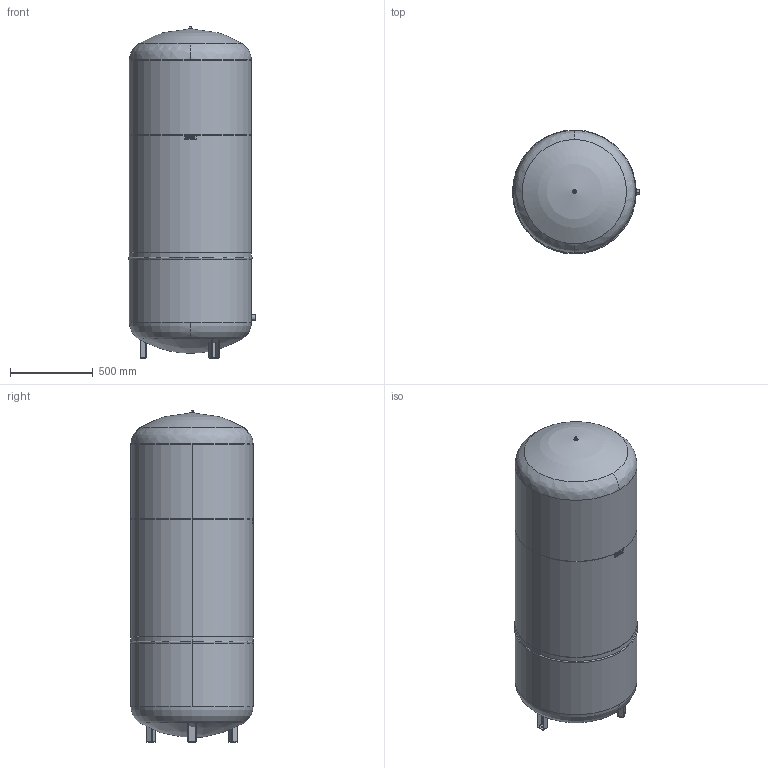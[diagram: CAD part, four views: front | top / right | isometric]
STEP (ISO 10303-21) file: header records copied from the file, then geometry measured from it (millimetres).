
FILE_DESCRIPTION((''),'2;1');
FILE_NAME('3d_N800_6bar_red-7218500.stp','2009-12-29T14:33:21',(''),(''),'Mechanical Desktop 2008','Mechanical Desktop 2008',', , ');
FILE_SCHEMA(('CONFIG_CONTROL_DESIGN'));
Length unit declared in the file: millimetre
Products named in the file (1): Product
Bounding box: 770.45 x 750.9 x 2012.25 mm (x, y, z)
Volume: 791623159.8 mm3; surface area: 6770122.5 mm2
Topology: 16 solids, 16 shells, 255 faces, 576 edges, 347 vertices
Faces by surface type: plane 101, cylinder 95, torus 24, bspline 16, cone 12, sphere 7
Entity records: 7591 total; most frequent: CARTESIAN_POINT 1704, DIRECTION 1310, ORIENTED_EDGE 1128, EDGE_CURVE 564, AXIS2_PLACEMENT_3D 506, VERTEX_POINT 346, VECTOR 298, LINE 298
